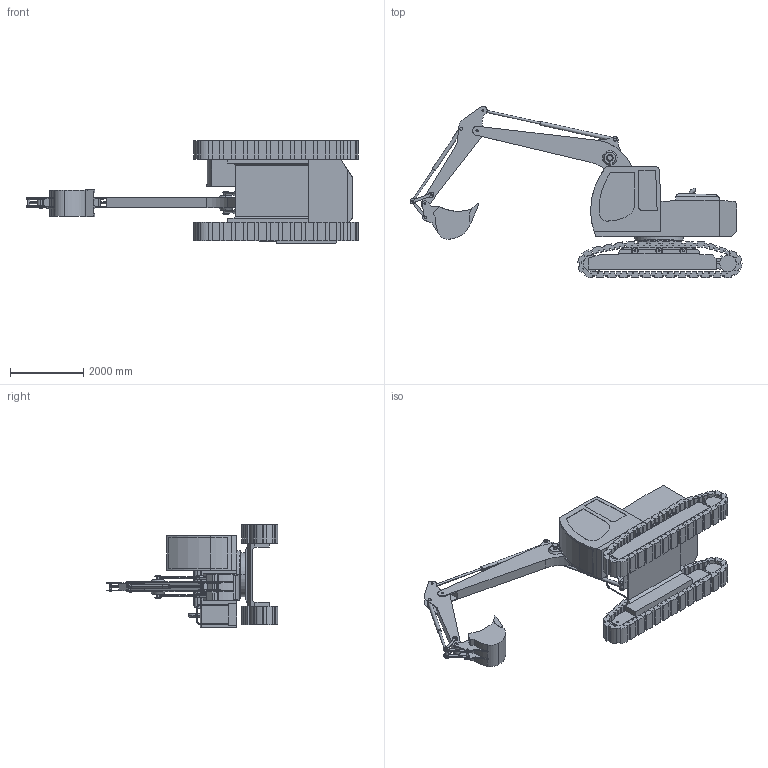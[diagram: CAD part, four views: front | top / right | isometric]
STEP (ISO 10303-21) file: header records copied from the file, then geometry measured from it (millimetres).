
FILE_DESCRIPTION(('STEP AP242'),'1');
FILE_NAME('excavator_yellow.stp','2025-08-07T10:52:46',('TraceParts'),('TraceParts S.A.'),'Spatial InterOp 3D',' ',' ');
FILE_SCHEMA(('AP242_MANAGED_MODEL_BASED_3D_ENGINEERING_MIM_LF {1 0 10303 442 1 1 4}'));
Length unit declared in the file: millimetre
Products named in the file (1): 1
Bounding box: 9095.02 x 4692.45 x 2804.5 mm (x, y, z)
Volume: 13436644791.6 mm3; surface area: 120160786.2 mm2
Topology: 18 solids, 18 shells, 1662 faces, 4734 edges, 3148 vertices
Faces by surface type: plane 1158, cylinder 490, cone 8, torus 6
Entity records: 68370 total; most frequent: CARTESIAN_POINT 10348, ORIENTED_EDGE 9468, DIRECTION 9186, EDGE_CURVE 4734, LINE 3614, VECTOR 3614, VERTEX_POINT 3148, AXIS2_PLACEMENT_3D 2786
